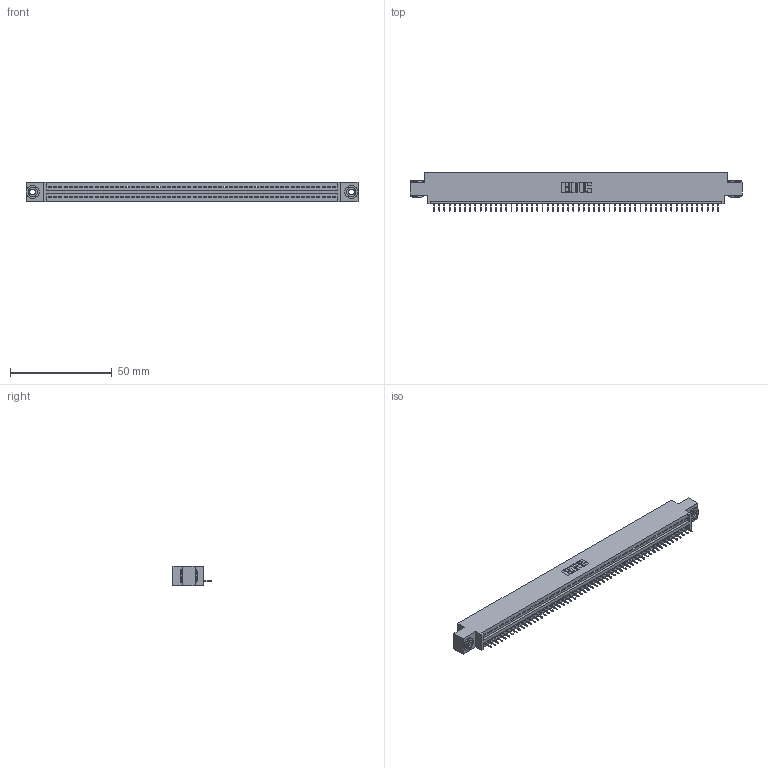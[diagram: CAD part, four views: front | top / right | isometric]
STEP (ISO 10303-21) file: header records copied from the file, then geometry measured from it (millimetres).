
FILE_DESCRIPTION (( 'STEP AP203' ), '1' );
FILE_NAME ('345-056-525-603.STEP', '2020-09-20T19:11:50', ( '' ), ( '' ), 'SwSTEP 2.0', 'SolidWorks 2020', '' );
FILE_SCHEMA (( 'CONFIG_CONTROL_DESIGN' ));
Length unit declared in the file: inch
Products named in the file (4): 345-056-525-603; 345 Part_0.170 Offset - 0.156 Dia-TH; 345-292-001_345-293-125; 345-250-002_345-250-002-102
Assembly tree (59 placements, depth 2):
  345-056-525-603
    345 Part_0.170 Offset - 0.156 Dia-TH
    345-292-001_345-293-125  x56
    345-250-002_345-250-002-102  x2
Bounding box: 163.45 x 18.72 x 9.4 mm (x, y, z)
Volume: 15316.6 mm3; surface area: 20123.2 mm2
Topology: 59 solids, 59 shells, 3640 faces, 10509 edges, 6778 vertices
Faces by surface type: plane 2670, cylinder 962, cone 8
Entity records: 41118 total; most frequent: CARTESIAN_POINT 7099, ORIENTED_EDGE 7082, DIRECTION 6211, EDGE_CURVE 3541, LINE 3165, VECTOR 3165, VERTEX_POINT 2354, AXIS2_PLACEMENT_3D 1523
